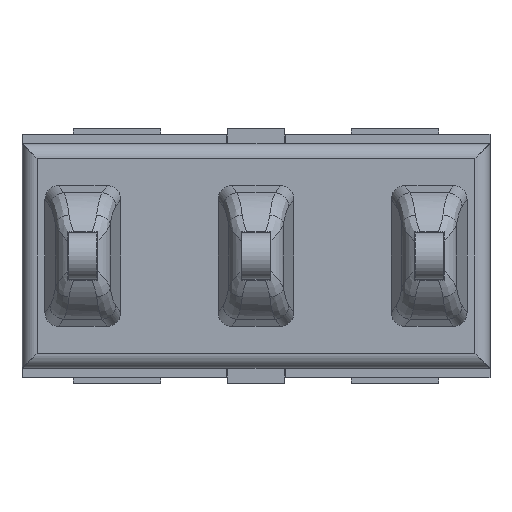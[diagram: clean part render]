
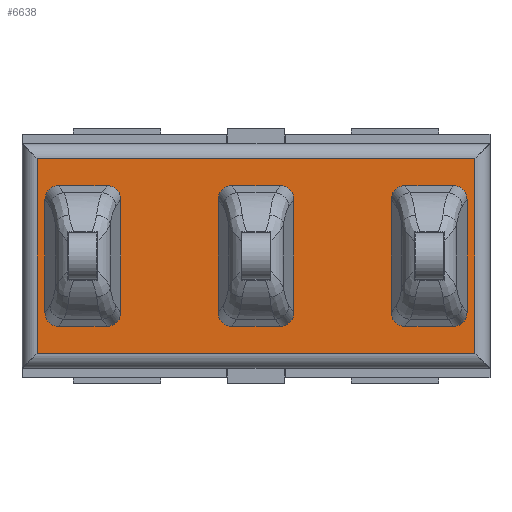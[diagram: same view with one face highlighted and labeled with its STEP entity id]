
A CAD part, front view. The second image highlights one B-rep face of the part: STEP entity #6638.
In plain terms, the highlighted planar face has unit normal (0, -1, 0).
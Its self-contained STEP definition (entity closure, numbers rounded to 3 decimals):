
#212=FACE_BOUND('',#734,.T.);
#213=FACE_BOUND('',#735,.T.);
#214=FACE_BOUND('',#736,.T.);
#237=ELLIPSE('',#6997,0.402,0.381);
#238=ELLIPSE('',#6998,0.402,0.381);
#239=ELLIPSE('',#6999,0.402,0.381);
#240=ELLIPSE('',#7000,0.402,0.381);
#241=ELLIPSE('',#7001,0.402,0.381);
#242=ELLIPSE('',#7002,0.402,0.381);
#243=ELLIPSE('',#7003,0.402,0.381);
#244=ELLIPSE('',#7004,0.402,0.381);
#245=ELLIPSE('',#7005,0.402,0.381);
#246=ELLIPSE('',#7006,0.402,0.381);
#247=ELLIPSE('',#7007,0.402,0.381);
#248=ELLIPSE('',#7008,0.402,0.381);
#383=FACE_OUTER_BOUND('',#733,.T.);
#733=EDGE_LOOP('',(#4426,#4427,#4428,#4429));
#734=EDGE_LOOP('',(#4430,#4431,#4432,#4433,#4434,#4435,#4436,#4437));
#735=EDGE_LOOP('',(#4438,#4439,#4440,#4441,#4442,#4443,#4444,#4445));
#736=EDGE_LOOP('',(#4446,#4447,#4448,#4449,#4450,#4451,#4452,#4453));
#1149=LINE('',#9357,#1964);
#1150=LINE('',#9359,#1965);
#1151=LINE('',#9361,#1966);
#1152=LINE('',#9362,#1967);
#1153=LINE('',#9367,#1968);
#1154=LINE('',#9371,#1969);
#1155=LINE('',#9375,#1970);
#1156=LINE('',#9378,#1971);
#1157=LINE('',#9383,#1972);
#1158=LINE('',#9387,#1973);
#1159=LINE('',#9391,#1974);
#1160=LINE('',#9394,#1975);
#1161=LINE('',#9399,#1976);
#1162=LINE('',#9403,#1977);
#1163=LINE('',#9407,#1978);
#1164=LINE('',#9410,#1979);
#1964=VECTOR('',#7535,1000.);
#1965=VECTOR('',#7536,1000.);
#1966=VECTOR('',#7537,1000.);
#1967=VECTOR('',#7538,1000.);
#1968=VECTOR('',#7541,1000.);
#1969=VECTOR('',#7544,1000.);
#1970=VECTOR('',#7547,1000.);
#1971=VECTOR('',#7550,1000.);
#1972=VECTOR('',#7553,1000.);
#1973=VECTOR('',#7556,1000.);
#1974=VECTOR('',#7559,1000.);
#1975=VECTOR('',#7562,1000.);
#1976=VECTOR('',#7565,1000.);
#1977=VECTOR('',#7568,1000.);
#1978=VECTOR('',#7571,1000.);
#1979=VECTOR('',#7574,1000.);
#2775=VERTEX_POINT('',#9355);
#2776=VERTEX_POINT('',#9356);
#2777=VERTEX_POINT('',#9358);
#2778=VERTEX_POINT('',#9360);
#2779=VERTEX_POINT('',#9363);
#2780=VERTEX_POINT('',#9364);
#2781=VERTEX_POINT('',#9366);
#2782=VERTEX_POINT('',#9368);
#2783=VERTEX_POINT('',#9370);
#2784=VERTEX_POINT('',#9372);
#2785=VERTEX_POINT('',#9374);
#2786=VERTEX_POINT('',#9376);
#2787=VERTEX_POINT('',#9379);
#2788=VERTEX_POINT('',#9380);
#2789=VERTEX_POINT('',#9382);
#2790=VERTEX_POINT('',#9384);
#2791=VERTEX_POINT('',#9386);
#2792=VERTEX_POINT('',#9388);
#2793=VERTEX_POINT('',#9390);
#2794=VERTEX_POINT('',#9392);
#2795=VERTEX_POINT('',#9395);
#2796=VERTEX_POINT('',#9396);
#2797=VERTEX_POINT('',#9398);
#2798=VERTEX_POINT('',#9400);
#2799=VERTEX_POINT('',#9402);
#2800=VERTEX_POINT('',#9404);
#2801=VERTEX_POINT('',#9406);
#2802=VERTEX_POINT('',#9408);
#3419=EDGE_CURVE('',#2775,#2776,#1149,.T.);
#3420=EDGE_CURVE('',#2776,#2777,#1150,.T.);
#3421=EDGE_CURVE('',#2777,#2778,#1151,.T.);
#3422=EDGE_CURVE('',#2778,#2775,#1152,.T.);
#3423=EDGE_CURVE('',#2779,#2780,#237,.T.);
#3424=EDGE_CURVE('',#2780,#2781,#1153,.T.);
#3425=EDGE_CURVE('',#2782,#2781,#238,.T.);
#3426=EDGE_CURVE('',#2783,#2782,#1154,.T.);
#3427=EDGE_CURVE('',#2783,#2784,#239,.T.);
#3428=EDGE_CURVE('',#2785,#2784,#1155,.T.);
#3429=EDGE_CURVE('',#2786,#2785,#240,.T.);
#3430=EDGE_CURVE('',#2786,#2779,#1156,.T.);
#3431=EDGE_CURVE('',#2787,#2788,#241,.T.);
#3432=EDGE_CURVE('',#2788,#2789,#1157,.T.);
#3433=EDGE_CURVE('',#2790,#2789,#242,.T.);
#3434=EDGE_CURVE('',#2791,#2790,#1158,.T.);
#3435=EDGE_CURVE('',#2791,#2792,#243,.T.);
#3436=EDGE_CURVE('',#2793,#2792,#1159,.T.);
#3437=EDGE_CURVE('',#2794,#2793,#244,.T.);
#3438=EDGE_CURVE('',#2794,#2787,#1160,.T.);
#3439=EDGE_CURVE('',#2795,#2796,#245,.T.);
#3440=EDGE_CURVE('',#2796,#2797,#1161,.T.);
#3441=EDGE_CURVE('',#2798,#2797,#246,.T.);
#3442=EDGE_CURVE('',#2799,#2798,#1162,.T.);
#3443=EDGE_CURVE('',#2799,#2800,#247,.T.);
#3444=EDGE_CURVE('',#2801,#2800,#1163,.T.);
#3445=EDGE_CURVE('',#2802,#2801,#248,.T.);
#3446=EDGE_CURVE('',#2802,#2795,#1164,.T.);
#4426=ORIENTED_EDGE('',*,*,#3419,.T.);
#4427=ORIENTED_EDGE('',*,*,#3420,.T.);
#4428=ORIENTED_EDGE('',*,*,#3421,.T.);
#4429=ORIENTED_EDGE('',*,*,#3422,.T.);
#4430=ORIENTED_EDGE('',*,*,#3423,.T.);
#4431=ORIENTED_EDGE('',*,*,#3424,.T.);
#4432=ORIENTED_EDGE('',*,*,#3425,.F.);
#4433=ORIENTED_EDGE('',*,*,#3426,.F.);
#4434=ORIENTED_EDGE('',*,*,#3427,.T.);
#4435=ORIENTED_EDGE('',*,*,#3428,.F.);
#4436=ORIENTED_EDGE('',*,*,#3429,.F.);
#4437=ORIENTED_EDGE('',*,*,#3430,.T.);
#4438=ORIENTED_EDGE('',*,*,#3431,.T.);
#4439=ORIENTED_EDGE('',*,*,#3432,.T.);
#4440=ORIENTED_EDGE('',*,*,#3433,.F.);
#4441=ORIENTED_EDGE('',*,*,#3434,.F.);
#4442=ORIENTED_EDGE('',*,*,#3435,.T.);
#4443=ORIENTED_EDGE('',*,*,#3436,.F.);
#4444=ORIENTED_EDGE('',*,*,#3437,.F.);
#4445=ORIENTED_EDGE('',*,*,#3438,.T.);
#4446=ORIENTED_EDGE('',*,*,#3439,.T.);
#4447=ORIENTED_EDGE('',*,*,#3440,.T.);
#4448=ORIENTED_EDGE('',*,*,#3441,.F.);
#4449=ORIENTED_EDGE('',*,*,#3442,.F.);
#4450=ORIENTED_EDGE('',*,*,#3443,.T.);
#4451=ORIENTED_EDGE('',*,*,#3444,.F.);
#4452=ORIENTED_EDGE('',*,*,#3445,.F.);
#4453=ORIENTED_EDGE('',*,*,#3446,.T.);
#6381=PLANE('',#6996);
#6638=ADVANCED_FACE('',(#383,#212,#213,#214),#6381,.F.);
#6996=AXIS2_PLACEMENT_3D('',#9354,#7533,#7534);
#6997=AXIS2_PLACEMENT_3D('',#9365,#7539,#7540);
#6998=AXIS2_PLACEMENT_3D('',#9369,#7542,#7543);
#6999=AXIS2_PLACEMENT_3D('',#9373,#7545,#7546);
#7000=AXIS2_PLACEMENT_3D('',#9377,#7548,#7549);
#7001=AXIS2_PLACEMENT_3D('',#9381,#7551,#7552);
#7002=AXIS2_PLACEMENT_3D('',#9385,#7554,#7555);
#7003=AXIS2_PLACEMENT_3D('',#9389,#7557,#7558);
#7004=AXIS2_PLACEMENT_3D('',#9393,#7560,#7561);
#7005=AXIS2_PLACEMENT_3D('',#9397,#7563,#7564);
#7006=AXIS2_PLACEMENT_3D('',#9401,#7566,#7567);
#7007=AXIS2_PLACEMENT_3D('',#9405,#7569,#7570);
#7008=AXIS2_PLACEMENT_3D('',#9409,#7572,#7573);
#7533=DIRECTION('center_axis',(0.,1.,0.));
#7534=DIRECTION('ref_axis',(1.,0.,0.));
#7535=DIRECTION('',(0.,0.,-1.));
#7536=DIRECTION('',(1.,0.,0.));
#7537=DIRECTION('',(0.,0.,1.));
#7538=DIRECTION('',(-1.,0.,0.));
#7539=DIRECTION('center_axis',(0.,1.,0.));
#7540=DIRECTION('ref_axis',(-0.596,0.,0.803));
#7541=DIRECTION('',(1.,0.,0.));
#7542=DIRECTION('center_axis',(0.,-1.,0.));
#7543=DIRECTION('ref_axis',(0.596,0.,0.803));
#7544=DIRECTION('',(0.,0.,1.));
#7545=DIRECTION('center_axis',(0.,1.,0.));
#7546=DIRECTION('ref_axis',(0.596,0.,-0.803));
#7547=DIRECTION('',(1.,0.,0.));
#7548=DIRECTION('center_axis',(0.,-1.,0.));
#7549=DIRECTION('ref_axis',(-0.596,0.,-0.803));
#7550=DIRECTION('',(0.,0.,1.));
#7551=DIRECTION('center_axis',(0.,1.,0.));
#7552=DIRECTION('ref_axis',(-0.596,0.,0.803));
#7553=DIRECTION('',(1.,0.,0.));
#7554=DIRECTION('center_axis',(0.,-1.,0.));
#7555=DIRECTION('ref_axis',(0.596,0.,0.803));
#7556=DIRECTION('',(0.,0.,1.));
#7557=DIRECTION('center_axis',(0.,1.,0.));
#7558=DIRECTION('ref_axis',(0.596,0.,-0.803));
#7559=DIRECTION('',(1.,0.,0.));
#7560=DIRECTION('center_axis',(0.,-1.,0.));
#7561=DIRECTION('ref_axis',(-0.596,0.,-0.803));
#7562=DIRECTION('',(0.,0.,1.));
#7563=DIRECTION('center_axis',(0.,1.,0.));
#7564=DIRECTION('ref_axis',(-0.596,0.,0.803));
#7565=DIRECTION('',(1.,0.,0.));
#7566=DIRECTION('center_axis',(0.,-1.,0.));
#7567=DIRECTION('ref_axis',(0.596,0.,0.803));
#7568=DIRECTION('',(0.,0.,1.));
#7569=DIRECTION('center_axis',(0.,1.,0.));
#7570=DIRECTION('ref_axis',(0.596,0.,-0.803));
#7571=DIRECTION('',(1.,0.,0.));
#7572=DIRECTION('center_axis',(0.,-1.,0.));
#7573=DIRECTION('ref_axis',(-0.596,0.,-0.803));
#7574=DIRECTION('',(0.,0.,1.));
#9354=CARTESIAN_POINT('Origin',(0.,0.,0.));
#9355=CARTESIAN_POINT('',(-5.94,0.,2.638));
#9356=CARTESIAN_POINT('',(-5.94,0.,-2.638));
#9357=CARTESIAN_POINT('',(-5.94,0.,2.638));
#9358=CARTESIAN_POINT('',(5.94,0.,-2.638));
#9359=CARTESIAN_POINT('',(-5.94,0.,-2.638));
#9360=CARTESIAN_POINT('',(5.94,0.,2.638));
#9361=CARTESIAN_POINT('',(5.94,0.,-2.638));
#9362=CARTESIAN_POINT('',(5.94,0.,2.638));
#9363=CARTESIAN_POINT('',(-5.728,0.,1.531));
#9364=CARTESIAN_POINT('',(-5.359,0.,1.905));
#9365=CARTESIAN_POINT('Origin',(-5.339,0.,1.51));
#9366=CARTESIAN_POINT('',(-4.039,0.,1.905));
#9367=CARTESIAN_POINT('',(-5.359,0.,1.905));
#9368=CARTESIAN_POINT('',(-3.67,0.,1.531));
#9369=CARTESIAN_POINT('Origin',(-4.059,0.,1.51));
#9370=CARTESIAN_POINT('',(-3.67,0.,-1.531));
#9371=CARTESIAN_POINT('',(-3.67,0.,-1.531));
#9372=CARTESIAN_POINT('',(-4.039,0.,-1.905));
#9373=CARTESIAN_POINT('Origin',(-4.059,0.,
-1.51));
#9374=CARTESIAN_POINT('',(-5.359,0.,-1.905));
#9375=CARTESIAN_POINT('',(-5.359,0.,-1.905));
#9376=CARTESIAN_POINT('',(-5.728,0.,-1.531));
#9377=CARTESIAN_POINT('Origin',(-5.339,0.,-1.51));
#9378=CARTESIAN_POINT('',(-5.728,0.,-1.531));
#9379=CARTESIAN_POINT('',(-1.029,0.,1.531));
#9380=CARTESIAN_POINT('',(-0.66,0.,1.905));
#9381=CARTESIAN_POINT('Origin',(-0.64,0.,1.51));
#9382=CARTESIAN_POINT('',(0.66,0.,1.905));
#9383=CARTESIAN_POINT('',(-0.66,0.,1.905));
#9384=CARTESIAN_POINT('',(1.029,0.,1.531));
#9385=CARTESIAN_POINT('Origin',(0.64,0.,1.51));
#9386=CARTESIAN_POINT('',(1.029,0.,-1.531));
#9387=CARTESIAN_POINT('',(1.029,0.,-1.531));
#9388=CARTESIAN_POINT('',(0.66,0.,-1.905));
#9389=CARTESIAN_POINT('Origin',(0.64,0.,-1.51));
#9390=CARTESIAN_POINT('',(-0.66,0.,-1.905));
#9391=CARTESIAN_POINT('',(-0.66,0.,-1.905));
#9392=CARTESIAN_POINT('',(-1.029,0.,-1.531));
#9393=CARTESIAN_POINT('Origin',(-0.64,0.,-1.51));
#9394=CARTESIAN_POINT('',(-1.029,0.,-1.531));
#9395=CARTESIAN_POINT('',(3.67,0.,1.531));
#9396=CARTESIAN_POINT('',(4.039,0.,1.905));
#9397=CARTESIAN_POINT('Origin',(4.059,0.,1.51));
#9398=CARTESIAN_POINT('',(5.359,0.,1.905));
#9399=CARTESIAN_POINT('',(4.039,0.,1.905));
#9400=CARTESIAN_POINT('',(5.728,0.,1.531));
#9401=CARTESIAN_POINT('Origin',(5.339,0.,1.51));
#9402=CARTESIAN_POINT('',(5.728,0.,-1.531));
#9403=CARTESIAN_POINT('',(5.728,0.,-1.531));
#9404=CARTESIAN_POINT('',(5.359,0.,-1.905));
#9405=CARTESIAN_POINT('Origin',(5.339,0.,-1.51));
#9406=CARTESIAN_POINT('',(4.039,0.,-1.905));
#9407=CARTESIAN_POINT('',(4.039,0.,-1.905));
#9408=CARTESIAN_POINT('',(3.67,0.,-1.531));
#9409=CARTESIAN_POINT('Origin',(4.059,0.,-1.51));
#9410=CARTESIAN_POINT('',(3.67,0.,-1.531));
